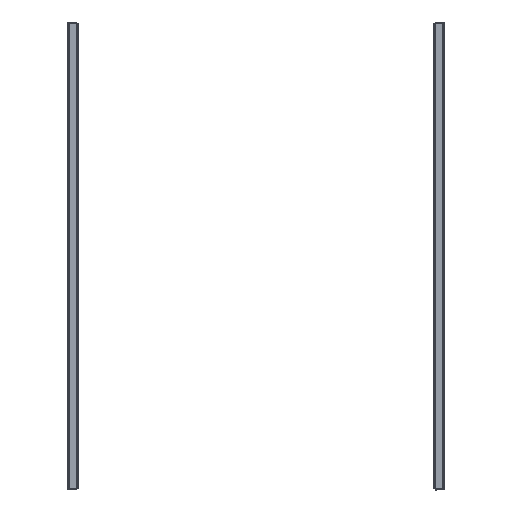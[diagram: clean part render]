
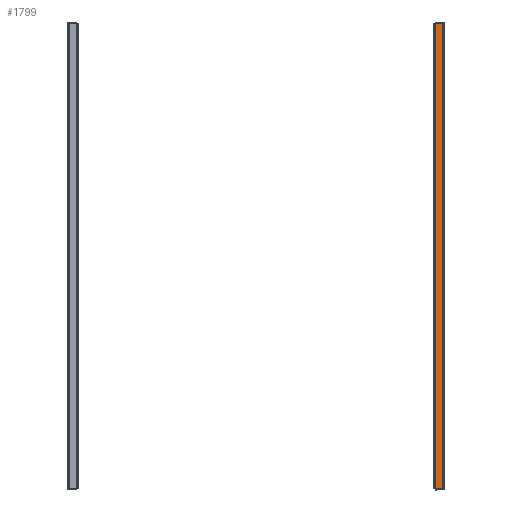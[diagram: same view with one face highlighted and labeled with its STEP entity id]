
A CAD part, front view. The second image highlights one B-rep face of the part: STEP entity #1799.
In plain terms, the highlighted planar face has unit normal (0, -1, 0).
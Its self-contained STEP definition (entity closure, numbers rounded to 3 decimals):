
#256 = DIRECTION ( 'NONE',  ( 0., 1., 0. ) ) ;
#776 = VECTOR ( 'NONE', #1547, 1000. ) ;
#1049 = EDGE_CURVE ( 'NONE', #11081, #10725, #9907, .T. ) ;
#1547 = DIRECTION ( 'NONE',  ( 0., 0., -1. ) ) ;
#1799 = ADVANCED_FACE ( 'NONE', ( #8209 ), #10712, .F. ) ;
#1948 = DIRECTION ( 'NONE',  ( 0., 0., -1. ) ) ;
#2125 = EDGE_CURVE ( 'NONE', #3282, #10725, #3985, .T. ) ;
#2794 = ORIENTED_EDGE ( 'NONE', *, *, #1049, .F. ) ;
#3150 = LINE ( 'NONE', #4264, #776 ) ;
#3282 = VERTEX_POINT ( 'NONE', #4858 ) ;
#3326 = DIRECTION ( 'NONE',  ( -1., 0., 0. ) ) ;
#3818 = EDGE_LOOP ( 'NONE', ( #2794, #9965, #5985, #5918 ) ) ;
#3985 = LINE ( 'NONE', #10582, #10847 ) ;
#4264 = CARTESIAN_POINT ( 'NONE',  ( -2., -898.5, -378. ) ) ;
#4517 = EDGE_CURVE ( 'NONE', #9051, #3282, #7055, .T. ) ;
#4523 = CARTESIAN_POINT ( 'NONE',  ( 0., -898.5, 378. ) ) ;
#4562 = DIRECTION ( 'NONE',  ( 0., 0., 1. ) ) ;
#4646 = CARTESIAN_POINT ( 'NONE',  ( 0., -898.5, -376.246 ) ) ;
#4858 = CARTESIAN_POINT ( 'NONE',  ( -13.6, -898.5, 376.246 ) ) ;
#5567 = DIRECTION ( 'NONE',  ( -1., 0., 0. ) ) ;
#5759 = CARTESIAN_POINT ( 'NONE',  ( 0., -898.5, 376.246 ) ) ;
#5918 = ORIENTED_EDGE ( 'NONE', *, *, #2125, .T. ) ;
#5985 = ORIENTED_EDGE ( 'NONE', *, *, #4517, .T. ) ;
#7055 = LINE ( 'NONE', #5759, #8044 ) ;
#7435 = EDGE_CURVE ( 'NONE', #9051, #11081, #3150, .T. ) ;
#7526 = VECTOR ( 'NONE', #5567, 1000. ) ;
#8044 = VECTOR ( 'NONE', #3326, 1000. ) ;
#8102 = CARTESIAN_POINT ( 'NONE',  ( -13.6, -898.5, -376.246 ) ) ;
#8209 = FACE_OUTER_BOUND ( 'NONE', #3818, .T. ) ;
#9051 = VERTEX_POINT ( 'NONE', #10997 ) ;
#9907 = LINE ( 'NONE', #4646, #7526 ) ;
#9965 = ORIENTED_EDGE ( 'NONE', *, *, #7435, .F. ) ;
#10582 = CARTESIAN_POINT ( 'NONE',  ( -13.6, -898.5, 378. ) ) ;
#10712 = PLANE ( 'NONE',  #11435 ) ;
#10725 = VERTEX_POINT ( 'NONE', #8102 ) ;
#10847 = VECTOR ( 'NONE', #1948, 1000. ) ;
#10997 = CARTESIAN_POINT ( 'NONE',  ( -2., -898.5, 376.246 ) ) ;
#11081 = VERTEX_POINT ( 'NONE', #11378 ) ;
#11378 = CARTESIAN_POINT ( 'NONE',  ( -2., -898.5, -376.246 ) ) ;
#11435 = AXIS2_PLACEMENT_3D ( 'NONE', #4523, #256, #4562 ) ;
